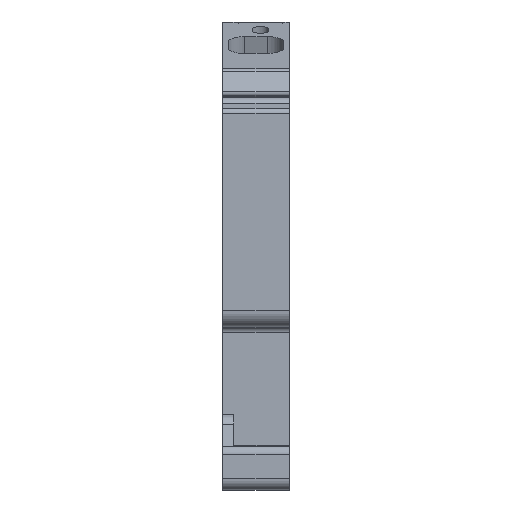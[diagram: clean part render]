
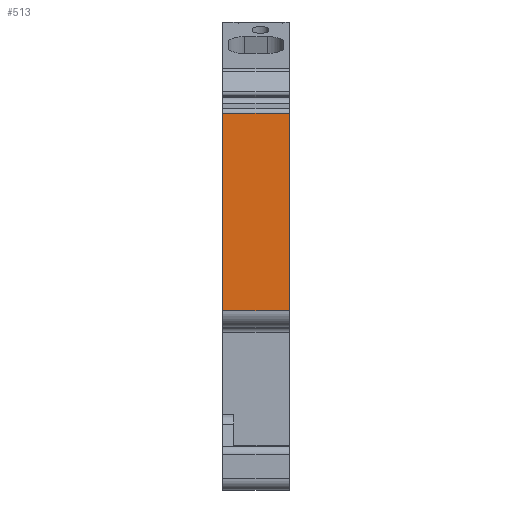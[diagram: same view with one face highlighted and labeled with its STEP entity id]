
A CAD part, left-side view. The second image highlights one B-rep face of the part: STEP entity #513.
In plain terms, the highlighted planar face has unit normal (-1, 0, 0).
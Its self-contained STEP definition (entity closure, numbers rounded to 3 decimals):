
#513 = ADVANCED_FACE( '', ( #1039 ), #1040, .T. );
#1039 = FACE_OUTER_BOUND( '', #1578, .T. );
#1040 = PLANE( '', #1579 );
#1578 = EDGE_LOOP( '', ( #3165, #3166, #3167, #3168 ) );
#1579 = AXIS2_PLACEMENT_3D( '', #3169, #3170, #3171 );
#3165 = ORIENTED_EDGE( '', *, *, #3539, .F. );
#3166 = ORIENTED_EDGE( '', *, *, #3463, .F. );
#3167 = ORIENTED_EDGE( '', *, *, #3747, .T. );
#3168 = ORIENTED_EDGE( '', *, *, #3934, .T. );
#3169 = CARTESIAN_POINT( '', ( -30.708, 6., 13.136 ) );
#3170 = DIRECTION( '', ( -1., 0., 0. ) );
#3171 = DIRECTION( '', ( 0., 0., 1. ) );
#3463 = EDGE_CURVE( '', #4298, #4294, #4300, .T. );
#3539 = EDGE_CURVE( '', #4294, #4429, #4430, .T. );
#3747 = EDGE_CURVE( '', #4298, #4726, #4728, .T. );
#3934 = EDGE_CURVE( '', #4726, #4429, #4923, .T. );
#4294 = VERTEX_POINT( '', #5396 );
#4298 = VERTEX_POINT( '', #5401 );
#4300 = LINE( '', #5403, #5404 );
#4429 = VERTEX_POINT( '', #5575 );
#4430 = LINE( '', #5576, #5577 );
#4726 = VERTEX_POINT( '', #5981 );
#4728 = LINE( '', #5983, #5984 );
#4923 = LINE( '', #6255, #6256 );
#5396 = CARTESIAN_POINT( '', ( -30.708, 0., 13.136 ) );
#5401 = CARTESIAN_POINT( '', ( -30.708, 6., 13.136 ) );
#5403 = CARTESIAN_POINT( '', ( -30.708, 6., 13.136 ) );
#5404 = VECTOR( '', #6513, 1000. );
#5575 = CARTESIAN_POINT( '', ( -30.708, 0., -4.555 ) );
#5576 = CARTESIAN_POINT( '', ( -30.708, 0., 13.136 ) );
#5577 = VECTOR( '', #6649, 1000. );
#5981 = CARTESIAN_POINT( '', ( -30.708, 6., -4.555 ) );
#5983 = CARTESIAN_POINT( '', ( -30.708, 6., 13.136 ) );
#5984 = VECTOR( '', #6908, 1000. );
#6255 = CARTESIAN_POINT( '', ( -30.708, 6., -4.555 ) );
#6256 = VECTOR( '', #7045, 1000. );
#6513 = DIRECTION( '', ( 0., -1., 0. ) );
#6649 = DIRECTION( '', ( 0., 0., -1. ) );
#6908 = DIRECTION( '', ( 0., 0., -1. ) );
#7045 = DIRECTION( '', ( 0., -1., 0. ) );
